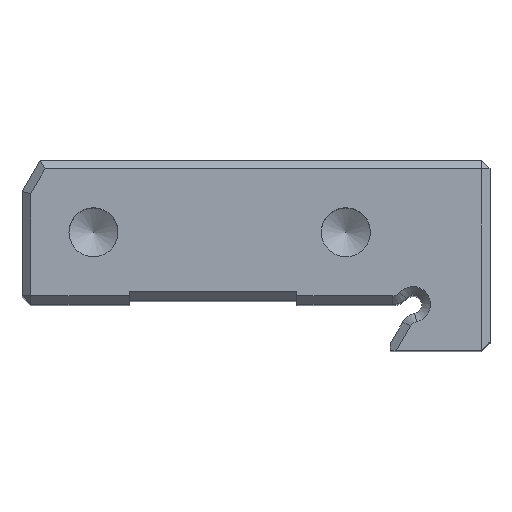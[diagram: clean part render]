
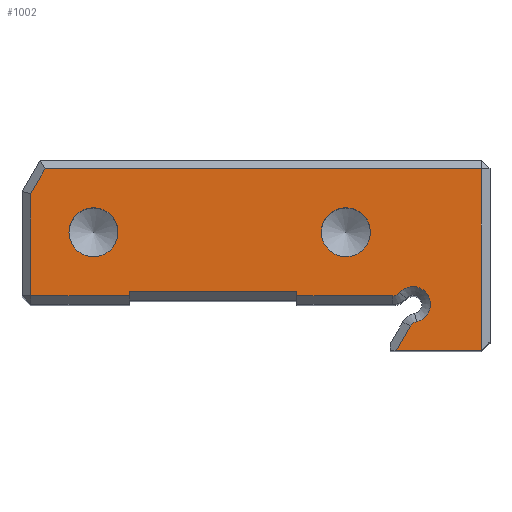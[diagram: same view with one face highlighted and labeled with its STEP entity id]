
A CAD part, top view. The second image highlights one B-rep face of the part: STEP entity #1002.
In plain terms, the highlighted planar face has unit normal (0, 0, 1).
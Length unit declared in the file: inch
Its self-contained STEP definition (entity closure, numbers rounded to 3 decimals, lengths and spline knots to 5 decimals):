
#17=FACE_BOUND('',#208,.T.);
#18=FACE_BOUND('',#209,.T.);
#49=CIRCLE('',#1034,0.01625);
#50=CIRCLE('',#1036,0.03063);
#53=CIRCLE('',#1040,0.01625);
#62=CIRCLE('',#1087,0.0425);
#63=CIRCLE('',#1088,0.0425);
#137=FACE_OUTER_BOUND('',#207,.T.);
#207=EDGE_LOOP('',(#841,#842,#843,#844,#845,#846,#847,#848,#849,#850,#851,
#852,#853,#854));
#208=EDGE_LOOP('',(#855));
#209=EDGE_LOOP('',(#856));
#255=LINE('',#1440,#353);
#260=LINE('',#1463,#358);
#271=LINE('',#1491,#369);
#297=LINE('',#1551,#395);
#301=LINE('',#1558,#399);
#320=LINE('',#1598,#418);
#332=LINE('',#1623,#430);
#340=LINE('',#1638,#438);
#343=LINE('',#1642,#441);
#346=LINE('',#1648,#444);
#347=LINE('',#1649,#445);
#353=VECTOR('',#1138,0.16629);
#358=VECTOR('',#1163,0.04878);
#369=VECTOR('',#1192,0.007);
#395=VECTOR('',#1244,0.17149);
#399=VECTOR('',#1250,0.17667);
#418=VECTOR('',#1287,0.29);
#430=VECTOR('',#1311,0.05004);
#438=VECTOR('',#1325,0.75634);
#441=VECTOR('',#1330,0.315);
#444=VECTOR('',#1339,0.14751);
#445=VECTOR('',#1340,0.007);
#448=VERTEX_POINT('',#1433);
#451=VERTEX_POINT('',#1438);
#453=VERTEX_POINT('',#1444);
#455=VERTEX_POINT('',#1449);
#457=VERTEX_POINT('',#1456);
#459=VERTEX_POINT('',#1461);
#467=VERTEX_POINT('',#1490);
#486=VERTEX_POINT('',#1544);
#488=VERTEX_POINT('',#1549);
#489=VERTEX_POINT('',#1554);
#501=VERTEX_POINT('',#1594);
#507=VERTEX_POINT('',#1616);
#509=VERTEX_POINT('',#1622);
#512=VERTEX_POINT('',#1629);
#514=VERTEX_POINT('',#1650);
#515=VERTEX_POINT('',#1652);
#535=EDGE_CURVE('',#451,#448,#255,.T.);
#538=EDGE_CURVE('',#453,#451,#49,.T.);
#540=EDGE_CURVE('',#455,#453,#50,.T.);
#544=EDGE_CURVE('',#457,#455,#53,.T.);
#546=EDGE_CURVE('',#459,#457,#260,.T.);
#560=EDGE_CURVE('',#448,#467,#271,.T.);
#589=EDGE_CURVE('',#488,#486,#297,.T.);
#593=EDGE_CURVE('',#486,#489,#301,.T.);
#614=EDGE_CURVE('',#467,#501,#320,.T.);
#626=EDGE_CURVE('',#489,#509,#332,.T.);
#634=EDGE_CURVE('',#509,#512,#340,.T.);
#637=EDGE_CURVE('',#512,#507,#343,.T.);
#640=EDGE_CURVE('',#459,#507,#346,.T.);
#641=EDGE_CURVE('',#488,#501,#347,.T.);
#642=EDGE_CURVE('',#514,#514,#62,.T.);
#643=EDGE_CURVE('',#515,#515,#63,.T.);
#841=ORIENTED_EDGE('',*,*,#546,.F.);
#842=ORIENTED_EDGE('',*,*,#640,.T.);
#843=ORIENTED_EDGE('',*,*,#637,.F.);
#844=ORIENTED_EDGE('',*,*,#634,.F.);
#845=ORIENTED_EDGE('',*,*,#626,.F.);
#846=ORIENTED_EDGE('',*,*,#593,.F.);
#847=ORIENTED_EDGE('',*,*,#589,.F.);
#848=ORIENTED_EDGE('',*,*,#641,.T.);
#849=ORIENTED_EDGE('',*,*,#614,.F.);
#850=ORIENTED_EDGE('',*,*,#560,.F.);
#851=ORIENTED_EDGE('',*,*,#535,.F.);
#852=ORIENTED_EDGE('',*,*,#538,.F.);
#853=ORIENTED_EDGE('',*,*,#540,.F.);
#854=ORIENTED_EDGE('',*,*,#544,.F.);
#855=ORIENTED_EDGE('',*,*,#642,.T.);
#856=ORIENTED_EDGE('',*,*,#643,.T.);
#954=PLANE('',#1086);
#1002=ADVANCED_FACE('',(#137,#17,#18),#954,.T.);
#1034=AXIS2_PLACEMENT_3D('',#1446,#1144,#1145);
#1036=AXIS2_PLACEMENT_3D('',#1451,#1149,#1150);
#1040=AXIS2_PLACEMENT_3D('',#1458,#1158,#1159);
#1086=AXIS2_PLACEMENT_3D('',#1647,#1337,#1338);
#1087=AXIS2_PLACEMENT_3D('',#1651,#1341,#1342);
#1088=AXIS2_PLACEMENT_3D('',#1653,#1343,#1344);
#1138=DIRECTION('',(-1.,0.,0.));
#1144=DIRECTION('center_axis',(0.,0.,-1.));
#1145=DIRECTION('ref_axis',(0.408,-0.913,0.));
#1149=DIRECTION('center_axis',(0.,0.,1.));
#1150=DIRECTION('ref_axis',(0.5,0.866,0.));
#1158=DIRECTION('center_axis',(0.,0.,-1.));
#1159=DIRECTION('ref_axis',(-0.586,0.81,0.));
#1163=DIRECTION('',(0.5,0.866,0.));
#1192=DIRECTION('',(0.,1.,0.));
#1244=DIRECTION('',(-1.,0.,0.));
#1250=DIRECTION('',(0.,1.,0.));
#1287=DIRECTION('',(-1.,0.,0.));
#1311=DIRECTION('',(0.5,0.866,0.));
#1325=DIRECTION('',(1.,0.,0.));
#1330=DIRECTION('',(0.,-1.,0.));
#1337=DIRECTION('center_axis',(0.,0.,1.));
#1338=DIRECTION('ref_axis',(1.,0.,0.));
#1339=DIRECTION('',(1.,0.,0.));
#1340=DIRECTION('',(0.,1.,0.));
#1341=DIRECTION('center_axis',(0.,0.,-1.));
#1342=DIRECTION('ref_axis',(1.,0.,0.));
#1343=DIRECTION('center_axis',(0.,0.,-1.));
#1344=DIRECTION('ref_axis',(1.,0.,0.));
#1433=CARTESIAN_POINT('',(0.14513,0.49,0.6875));
#1438=CARTESIAN_POINT('',(0.31142,0.49,0.6875));
#1440=CARTESIAN_POINT('',(0.12006,0.49,0.6875));
#1444=CARTESIAN_POINT('',(0.32353,0.49542,0.6875));
#1446=CARTESIAN_POINT('Origin',(0.31142,0.50625,0.6875));
#1449=CARTESIAN_POINT('',(0.35263,0.44502,0.6875));
#1451=CARTESIAN_POINT('Origin',(0.34636,0.475,0.6875));
#1456=CARTESIAN_POINT('',(0.34188,0.43724,0.6875));
#1458=CARTESIAN_POINT('Origin',(0.35595,0.42912,0.6875));
#1461=CARTESIAN_POINT('',(0.31749,0.395,0.6875));
#1463=CARTESIAN_POINT('',(0.34126,0.43617,0.6875));
#1490=CARTESIAN_POINT('',(0.14513,0.497,0.6875));
#1491=CARTESIAN_POINT('',(0.14513,0.51405,0.6875));
#1544=CARTESIAN_POINT('',(-0.31636,0.49,0.6875));
#1549=CARTESIAN_POINT('',(-0.14487,0.49,0.6875));
#1551=CARTESIAN_POINT('',(-0.12437,0.49,0.6875));
#1554=CARTESIAN_POINT('',(-0.31636,0.66667,0.6875));
#1558=CARTESIAN_POINT('',(-0.31636,0.61189,0.6875));
#1594=CARTESIAN_POINT('',(-0.14487,0.497,0.6875));
#1598=CARTESIAN_POINT('',(0.12137,0.497,0.6875));
#1616=CARTESIAN_POINT('',(0.465,0.395,0.6875));
#1622=CARTESIAN_POINT('',(-0.29134,0.71,0.6875));
#1623=CARTESIAN_POINT('',(-0.27452,0.73913,0.6875));
#1629=CARTESIAN_POINT('',(0.465,0.71,0.6875));
#1638=CARTESIAN_POINT('',(0.28881,0.71,0.6875));
#1642=CARTESIAN_POINT('',(0.465,0.47405,0.6875));
#1647=CARTESIAN_POINT('Origin',(0.09762,0.5531,0.6875));
#1648=CARTESIAN_POINT('',(0.30017,0.395,0.6875));
#1649=CARTESIAN_POINT('',(-0.14487,0.51755,0.6875));
#1650=CARTESIAN_POINT('',(0.2725,0.6,0.6875));
#1651=CARTESIAN_POINT('Origin',(0.23,0.6,0.6875));
#1652=CARTESIAN_POINT('',(-0.165,0.6,0.6875));
#1653=CARTESIAN_POINT('Origin',(-0.2075,0.6,0.6875));
